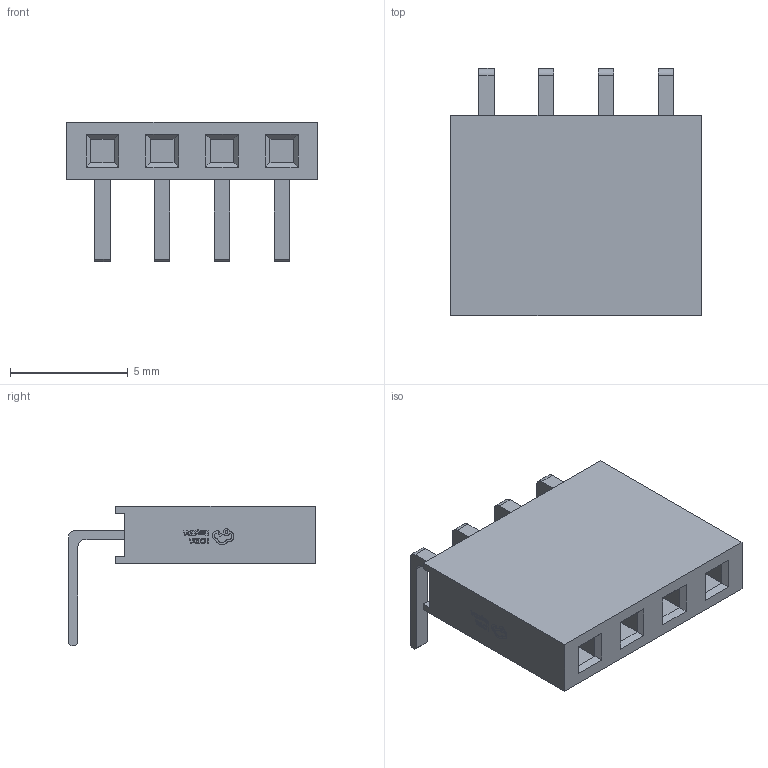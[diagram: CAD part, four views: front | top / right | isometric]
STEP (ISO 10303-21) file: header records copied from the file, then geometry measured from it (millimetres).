
FILE_DESCRIPTION (( 'STEP AP214' ), '1' );
FILE_NAME ('HDR-TH_4P-P2.54-F-WI-1X4P.step', '2022-07-02T12:33:56', ( '' ), ( '' ), 'SwSTEP 2.0', 'SolidWorks 2020', '' );
FILE_SCHEMA (( 'AUTOMOTIVE_DESIGN' ));
Length unit declared in the file: millimetre
Products named in the file (1): HDR-TH_4P-P2.54-F-WI-1X4P
Bounding box: 10.67 x 10.5 x 5.93 mm (x, y, z)
Volume: 211 mm3; surface area: 370.8 mm2
Topology: 1 solids, 1 shells, 374 faces, 998 edges, 660 vertices
Faces by surface type: plane 252, bspline 114, cylinder 8
Entity records: 15906 total; most frequent: CARTESIAN_POINT 4395, ORIENTED_EDGE 1996, DIRECTION 1304, EDGE_CURVE 998, LINE 750, VECTOR 750, VERTEX_POINT 660, EDGE_LOOP 408
